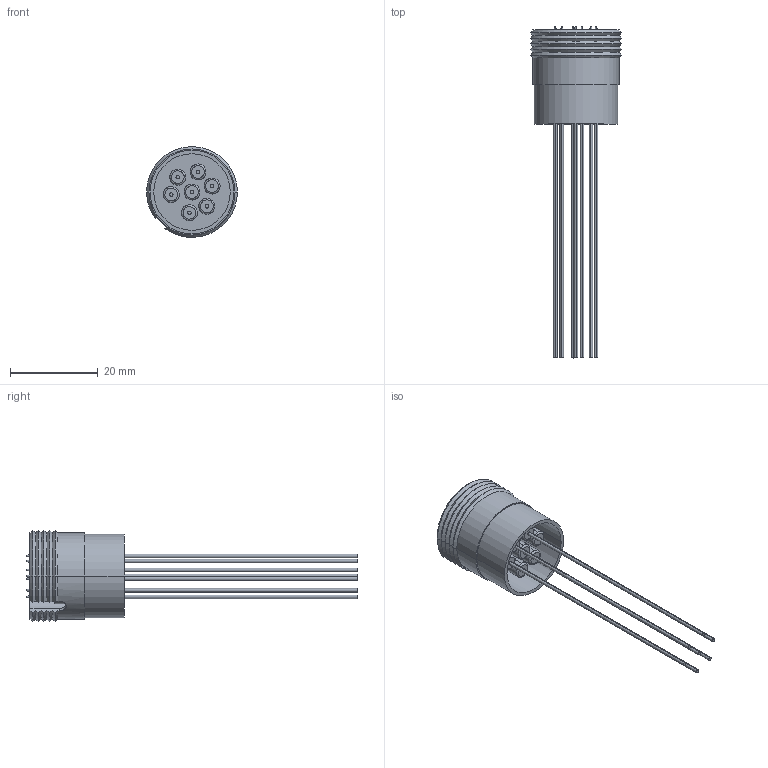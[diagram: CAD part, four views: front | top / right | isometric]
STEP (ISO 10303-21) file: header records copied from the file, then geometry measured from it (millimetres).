
FILE_DESCRIPTION (( 'STEP AP203' ), '1' );
FILE_NAME ('A1488-1-W.STEP', '2012-11-16T18:26:31', ( '' ), ( '' ), 'SwSTEP 2.0', 'SolidWorks 2012', '' );
FILE_SCHEMA (( 'CONFIG_CONTROL_DESIGN' ));
Length unit declared in the file: inch
Products named in the file (1): A1488-1-W
Bounding box: 20.64 x 75.44 x 20.63 mm (x, y, z)
Volume: 2399.5 mm3; surface area: 5070 mm2
Topology: 1 solids, 8 shells, 217 faces, 465 edges, 294 vertices
Faces by surface type: cylinder 82, cone 72, plane 49, bspline 14
Entity records: 6250 total; most frequent: CARTESIAN_POINT 1335, DIRECTION 1107, ORIENTED_EDGE 930, AXIS2_PLACEMENT_3D 478, EDGE_CURVE 465, VERTEX_POINT 294, CIRCLE 274, EDGE_LOOP 261
